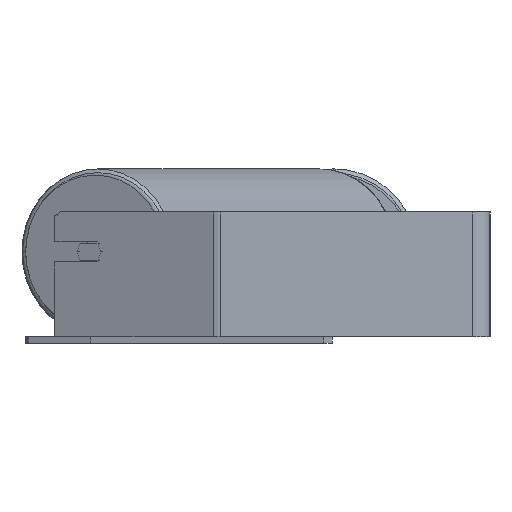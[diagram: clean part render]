
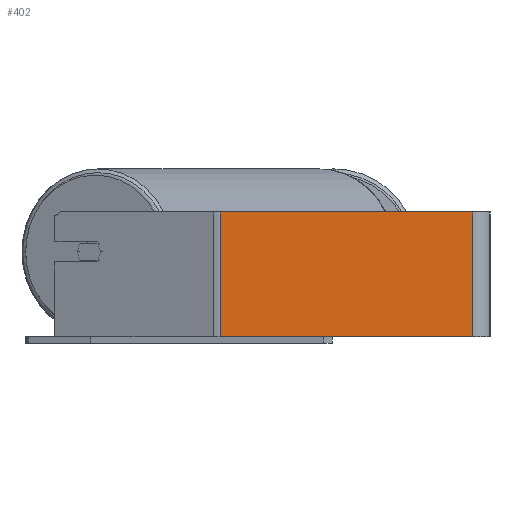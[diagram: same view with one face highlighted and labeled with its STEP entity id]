
A CAD part, left-side view. The second image highlights one B-rep face of the part: STEP entity #402.
In plain terms, the highlighted planar face has unit normal (-1, 0, 0).
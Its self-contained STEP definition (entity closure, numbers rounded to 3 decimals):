
#28 = EDGE_CURVE ( 'NONE', #5995, #5288, #7296, .T. ) ;
#402 = ADVANCED_FACE ( 'NONE', ( #1777 ), #972, .F. ) ;
#778 = EDGE_CURVE ( 'NONE', #4475, #5995, #7410, .T. ) ;
#972 = PLANE ( 'NONE',  #5665 ) ;
#1169 = VECTOR ( 'NONE', #4204, 1000. ) ;
#1175 = LINE ( 'NONE', #4083, #8128 ) ;
#1606 = CARTESIAN_POINT ( 'NONE',  ( -700., 215.843, -50. ) ) ;
#1777 = FACE_OUTER_BOUND ( 'NONE', #8783, .T. ) ;
#1871 = CARTESIAN_POINT ( 'NONE',  ( -700., 14., -50. ) ) ;
#2719 = EDGE_CURVE ( 'NONE', #3281, #5288, #1175, .T. ) ;
#3198 = CARTESIAN_POINT ( 'NONE',  ( -700., 218.947, -50. ) ) ;
#3281 = VERTEX_POINT ( 'NONE', #8105 ) ;
#3388 = ORIENTED_EDGE ( 'NONE', *, *, #4482, .F. ) ;
#3760 = DIRECTION ( 'NONE',  ( 0., 0., -1. ) ) ;
#4083 = CARTESIAN_POINT ( 'NONE',  ( -700., 14., 50. ) ) ;
#4204 = DIRECTION ( 'NONE',  ( 0., -1., 0. ) ) ;
#4312 = ORIENTED_EDGE ( 'NONE', *, *, #28, .T. ) ;
#4475 = VERTEX_POINT ( 'NONE', #7194 ) ;
#4482 = EDGE_CURVE ( 'NONE', #4475, #3281, #8422, .T. ) ;
#4538 = ORIENTED_EDGE ( 'NONE', *, *, #778, .T. ) ;
#4749 = ORIENTED_EDGE ( 'NONE', *, *, #2719, .F. ) ;
#4908 = CARTESIAN_POINT ( 'NONE',  ( -700., 218.947, 50. ) ) ;
#5253 = DIRECTION ( 'NONE',  ( 0., -1., 0. ) ) ;
#5288 = VERTEX_POINT ( 'NONE', #1871 ) ;
#5665 = AXIS2_PLACEMENT_3D ( 'NONE', #8335, #8898, #7539 ) ;
#5834 = DIRECTION ( 'NONE',  ( 0., 0., -1. ) ) ;
#5939 = CARTESIAN_POINT ( 'NONE',  ( -700., 215.843, 50. ) ) ;
#5995 = VERTEX_POINT ( 'NONE', #1606 ) ;
#7067 = VECTOR ( 'NONE', #5834, 1000. ) ;
#7194 = CARTESIAN_POINT ( 'NONE',  ( -700., 215.843, 50. ) ) ;
#7296 = LINE ( 'NONE', #3198, #8197 ) ;
#7410 = LINE ( 'NONE', #5939, #7067 ) ;
#7539 = DIRECTION ( 'NONE',  ( 0., 0., -1. ) ) ;
#8105 = CARTESIAN_POINT ( 'NONE',  ( -700., 14., 50. ) ) ;
#8128 = VECTOR ( 'NONE', #3760, 1000. ) ;
#8197 = VECTOR ( 'NONE', #5253, 1000. ) ;
#8335 = CARTESIAN_POINT ( 'NONE',  ( -700., 218.947, 50. ) ) ;
#8422 = LINE ( 'NONE', #4908, #1169 ) ;
#8783 = EDGE_LOOP ( 'NONE', ( #4312, #4749, #3388, #4538 ) ) ;
#8898 = DIRECTION ( 'NONE',  ( 1., 0., 0. ) ) ;
